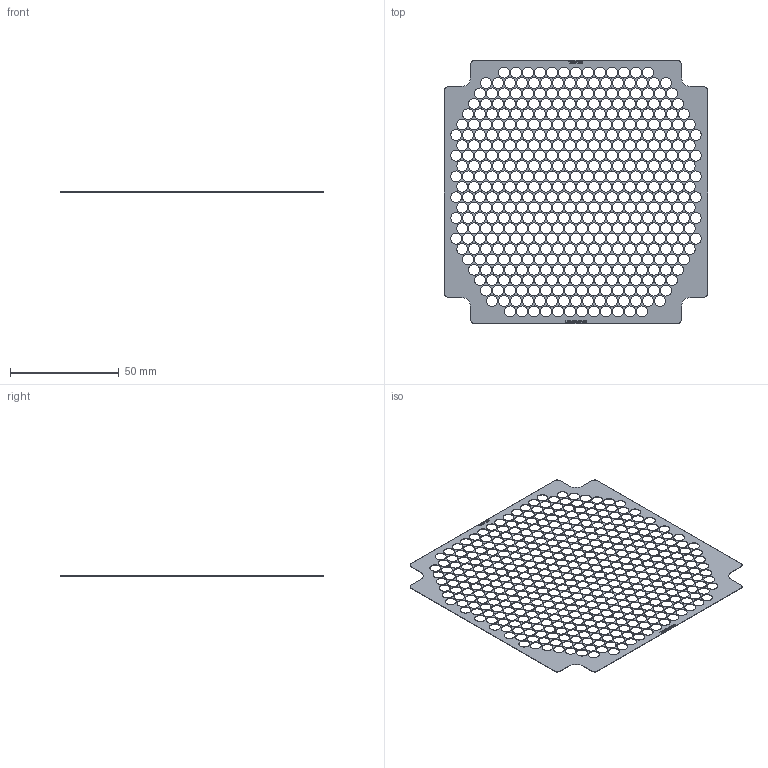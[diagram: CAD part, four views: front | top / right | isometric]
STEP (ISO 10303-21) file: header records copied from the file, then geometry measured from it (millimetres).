
FILE_DESCRIPTION (( 'STEP AP214' ), '1' );
FILE_NAME ('LEB-119-RE-50.STEP', '2013-05-16T11:39:04', ( '' ), ( '' ), 'SwSTEP 2.0', 'SolidWorks 2013', '' );
FILE_SCHEMA (( 'AUTOMOTIVE_DESIGN' ));
Length unit declared in the file: millimetre
Products named in the file (1): LEB-119-RE-50
Bounding box: 121 x 121 x 0.2 mm (x, y, z)
Volume: 1061.1 mm3; surface area: 12107.5 mm2
Topology: 1 solids, 1 shells, 792 faces, 2289 edges, 1526 vertices
Faces by surface type: cylinder 458, plane 171, bspline 163
Full cylindrical faces by diameter (mm): 5 x446
Entity records: 26955 total; most frequent: CARTESIAN_POINT 6281, DIRECTION 3693, ORIENTED_EDGE 3686, EDGE_LOOP 2157, EDGE_CURVE 1843, AXIS2_PLACEMENT_3D 1546, VERTEX_POINT 1526, FACE_OUTER_BOUND 1238
